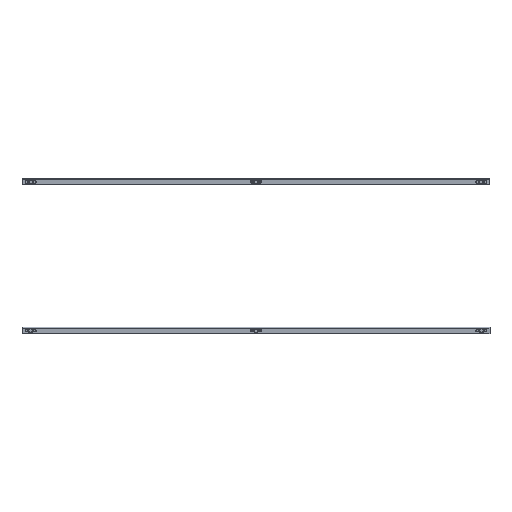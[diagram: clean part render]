
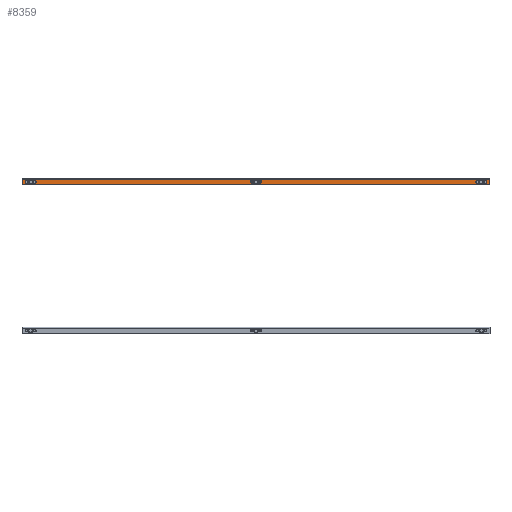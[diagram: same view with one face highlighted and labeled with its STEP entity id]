
A CAD part, left-side view. The second image highlights one B-rep face of the part: STEP entity #8359.
In plain terms, the highlighted face is planar.
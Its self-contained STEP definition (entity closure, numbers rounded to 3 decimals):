
#55 = ORIENTED_EDGE ( 'NONE', *, *, #9031, .T. ) ;
#155 = CARTESIAN_POINT ( 'NONE',  ( 8.5, 0., -28.5 ) ) ;
#307 = EDGE_CURVE ( 'NONE', #455, #3822, #18932, .T. ) ;
#360 = DIRECTION ( 'NONE',  ( -1., 0., 0. ) ) ;
#455 = VERTEX_POINT ( 'NONE', #10766 ) ;
#518 = VECTOR ( 'NONE', #7994, 1000. ) ;
#525 = FACE_OUTER_BOUND ( 'NONE', #12234, .T. ) ;
#846 = LINE ( 'NONE', #6731, #14338 ) ;
#901 = VECTOR ( 'NONE', #7500, 1000. ) ;
#983 = ORIENTED_EDGE ( 'NONE', *, *, #16240, .F. ) ;
#1122 = CARTESIAN_POINT ( 'NONE',  ( -1., 798.75, -28.5 ) ) ;
#1370 = VECTOR ( 'NONE', #18068, 1000. ) ;
#1527 = CARTESIAN_POINT ( 'NONE',  ( -11.5, -845.25, -28.5 ) ) ;
#1542 = LINE ( 'NONE', #10501, #4817 ) ;
#1741 = VERTEX_POINT ( 'NONE', #16163 ) ;
#1786 = FACE_BOUND ( 'NONE', #18867, .T. ) ;
#2067 = DIRECTION ( 'NONE',  ( 0., 0., -1. ) ) ;
#2079 = VECTOR ( 'NONE', #10190, 1000. ) ;
#2128 = EDGE_CURVE ( 'NONE', #7728, #8262, #1542, .T. ) ;
#2377 = VERTEX_POINT ( 'NONE', #16999 ) ;
#2396 = CARTESIAN_POINT ( 'NONE',  ( 10., -845.25, -28.5 ) ) ;
#2425 = DIRECTION ( 'NONE',  ( 0., 0., -1. ) ) ;
#2497 = DIRECTION ( 'NONE',  ( 1., 0., 0. ) ) ;
#2528 = VECTOR ( 'NONE', #14690, 1000. ) ;
#2531 = VERTEX_POINT ( 'NONE', #17569 ) ;
#2587 = CARTESIAN_POINT ( 'NONE',  ( -11.5, -845.25, -28.5 ) ) ;
#2626 = DIRECTION ( 'NONE',  ( -1., 0., 0. ) ) ;
#2655 = ORIENTED_EDGE ( 'NONE', *, *, #11908, .F. ) ;
#2735 = EDGE_CURVE ( 'NONE', #5758, #7728, #15569, .T. ) ;
#3031 = AXIS2_PLACEMENT_3D ( 'NONE', #15238, #2067, #2626 ) ;
#3205 = EDGE_CURVE ( 'NONE', #8685, #14146, #8742, .T. ) ;
#3349 = EDGE_CURVE ( 'NONE', #18320, #1741, #14657, .T. ) ;
#3450 = LINE ( 'NONE', #18517, #1370 ) ;
#3502 = ORIENTED_EDGE ( 'NONE', *, *, #15945, .T. ) ;
#3737 = DIRECTION ( 'NONE',  ( 0., -1., 0. ) ) ;
#3822 = VERTEX_POINT ( 'NONE', #2587 ) ;
#3830 = DIRECTION ( 'NONE',  ( 0., 0., 1. ) ) ;
#3972 = CARTESIAN_POINT ( 'NONE',  ( -5.5, 829.75, -28.5 ) ) ;
#4114 = ORIENTED_EDGE ( 'NONE', *, *, #10140, .F. ) ;
#4146 = CARTESIAN_POINT ( 'NONE',  ( -5.5, -829.75, -28.5 ) ) ;
#4525 = CARTESIAN_POINT ( 'NONE',  ( 3.5, 15.5, -28.5 ) ) ;
#4639 = ORIENTED_EDGE ( 'NONE', *, *, #307, .F. ) ;
#4735 = EDGE_CURVE ( 'NONE', #14510, #8812, #17956, .T. ) ;
#4817 = VECTOR ( 'NONE', #8962, 1000. ) ;
#5399 = LINE ( 'NONE', #2396, #11163 ) ;
#5538 = ORIENTED_EDGE ( 'NONE', *, *, #3349, .T. ) ;
#5758 = VERTEX_POINT ( 'NONE', #11653 ) ;
#5887 = EDGE_CURVE ( 'NONE', #8812, #2377, #3450, .T. ) ;
#6346 = CARTESIAN_POINT ( 'NONE',  ( -11.5, 845.25, -28.5 ) ) ;
#6409 = FACE_BOUND ( 'NONE', #8327, .T. ) ;
#6627 = AXIS2_PLACEMENT_3D ( 'NONE', #13545, #13630, #360 ) ;
#6731 = CARTESIAN_POINT ( 'NONE',  ( 3.5, 15.5, -28.5 ) ) ;
#6737 = DIRECTION ( 'NONE',  ( 1., 0., 0. ) ) ;
#7001 = DIRECTION ( 'NONE',  ( 1., 0., 0. ) ) ;
#7381 = CIRCLE ( 'NONE', #13215, 4.5 ) ;
#7500 = DIRECTION ( 'NONE',  ( 0., 1., 0. ) ) ;
#7675 = FACE_BOUND ( 'NONE', #7746, .T. ) ;
#7728 = VERTEX_POINT ( 'NONE', #3972 ) ;
#7746 = EDGE_LOOP ( 'NONE', ( #11937, #13005, #16152, #55 ) ) ;
#7806 = LINE ( 'NONE', #6346, #518 ) ;
#7994 = DIRECTION ( 'NONE',  ( -1., 0., 0. ) ) ;
#8041 = DIRECTION ( 'NONE',  ( -1., 0., 0. ) ) ;
#8262 = VERTEX_POINT ( 'NONE', #13522 ) ;
#8327 = EDGE_LOOP ( 'NONE', ( #11890, #16194, #3502, #5538 ) ) ;
#8356 = ORIENTED_EDGE ( 'NONE', *, *, #5887, .F. ) ;
#8359 = ADVANCED_FACE ( 'NONE', ( #1786, #525, #6409, #7675 ), #9397, .T. ) ;
#8667 = EDGE_CURVE ( 'NONE', #1741, #14161, #8849, .T. ) ;
#8685 = VERTEX_POINT ( 'NONE', #16338 ) ;
#8742 = LINE ( 'NONE', #155, #2079 ) ;
#8812 = VERTEX_POINT ( 'NONE', #12108 ) ;
#8843 = CARTESIAN_POINT ( 'NONE',  ( 3.5, 829.75, -28.5 ) ) ;
#8849 = LINE ( 'NONE', #17869, #901 ) ;
#8863 = CARTESIAN_POINT ( 'NONE',  ( -5.5, -798.75, -28.5 ) ) ;
#8962 = DIRECTION ( 'NONE',  ( 0., -1., 0. ) ) ;
#9031 = EDGE_CURVE ( 'NONE', #8262, #14849, #7381, .T. ) ;
#9116 = CARTESIAN_POINT ( 'NONE',  ( -1., -829.75, -28.5 ) ) ;
#9397 = PLANE ( 'NONE',  #3031 ) ;
#9478 = CARTESIAN_POINT ( 'NONE',  ( -1., -15.5, -28.5 ) ) ;
#9502 = DIRECTION ( 'NONE',  ( 0., 0., 1. ) ) ;
#9601 = CARTESIAN_POINT ( 'NONE',  ( -1., 829.75, -28.5 ) ) ;
#9852 = CARTESIAN_POINT ( 'NONE',  ( 3.5, -798.75, -28.5 ) ) ;
#9942 = ORIENTED_EDGE ( 'NONE', *, *, #16030, .F. ) ;
#10140 = EDGE_CURVE ( 'NONE', #3822, #14146, #5399, .T. ) ;
#10190 = DIRECTION ( 'NONE',  ( 0., -1., 0. ) ) ;
#10430 = ORIENTED_EDGE ( 'NONE', *, *, #4735, .F. ) ;
#10501 = CARTESIAN_POINT ( 'NONE',  ( -5.5, 829.75, -28.5 ) ) ;
#10505 = LINE ( 'NONE', #8863, #14747 ) ;
#10766 = CARTESIAN_POINT ( 'NONE',  ( -11.5, 845.25, -28.5 ) ) ;
#10837 = ORIENTED_EDGE ( 'NONE', *, *, #3205, .T. ) ;
#11163 = VECTOR ( 'NONE', #2497, 1000. ) ;
#11352 = VECTOR ( 'NONE', #11910, 1000. ) ;
#11432 = DIRECTION ( 'NONE',  ( 0., 0., 1. ) ) ;
#11653 = CARTESIAN_POINT ( 'NONE',  ( 3.5, 829.75, -28.5 ) ) ;
#11890 = ORIENTED_EDGE ( 'NONE', *, *, #8667, .T. ) ;
#11908 = EDGE_CURVE ( 'NONE', #2377, #15967, #17980, .T. ) ;
#11910 = DIRECTION ( 'NONE',  ( 0., 1., 0. ) ) ;
#11937 = ORIENTED_EDGE ( 'NONE', *, *, #18814, .T. ) ;
#12108 = CARTESIAN_POINT ( 'NONE',  ( -5.5, -15.5, -28.5 ) ) ;
#12140 = AXIS2_PLACEMENT_3D ( 'NONE', #9478, #2425, #8041 ) ;
#12234 = EDGE_LOOP ( 'NONE', ( #9942, #10837, #4114, #4639 ) ) ;
#12633 = CARTESIAN_POINT ( 'NONE',  ( 8.5, -845.25, -28.5 ) ) ;
#12690 = CARTESIAN_POINT ( 'NONE',  ( -1., -798.75, -28.5 ) ) ;
#12833 = AXIS2_PLACEMENT_3D ( 'NONE', #9116, #9502, #18035 ) ;
#13005 = ORIENTED_EDGE ( 'NONE', *, *, #2735, .T. ) ;
#13215 = AXIS2_PLACEMENT_3D ( 'NONE', #1122, #11432, #7001 ) ;
#13277 = DIRECTION ( 'NONE',  ( 0., -1., 0. ) ) ;
#13522 = CARTESIAN_POINT ( 'NONE',  ( -5.5, 798.75, -28.5 ) ) ;
#13545 = CARTESIAN_POINT ( 'NONE',  ( -1., 15.5, -28.5 ) ) ;
#13630 = DIRECTION ( 'NONE',  ( 0., 0., -1. ) ) ;
#13993 = DIRECTION ( 'NONE',  ( 1., 0., 0. ) ) ;
#14146 = VERTEX_POINT ( 'NONE', #12633 ) ;
#14161 = VERTEX_POINT ( 'NONE', #9852 ) ;
#14338 = VECTOR ( 'NONE', #3737, 1000. ) ;
#14510 = VERTEX_POINT ( 'NONE', #15935 ) ;
#14657 = CIRCLE ( 'NONE', #12833, 4.5 ) ;
#14690 = DIRECTION ( 'NONE',  ( 0., -1., 0. ) ) ;
#14747 = VECTOR ( 'NONE', #13277, 1000. ) ;
#14849 = VERTEX_POINT ( 'NONE', #15347 ) ;
#15238 = CARTESIAN_POINT ( 'NONE',  ( 0., 0., -28.5 ) ) ;
#15347 = CARTESIAN_POINT ( 'NONE',  ( 3.5, 798.75, -28.5 ) ) ;
#15445 = DIRECTION ( 'NONE',  ( 0., 0., 1. ) ) ;
#15569 = CIRCLE ( 'NONE', #18331, 4.5 ) ;
#15640 = CIRCLE ( 'NONE', #16258, 4.5 ) ;
#15935 = CARTESIAN_POINT ( 'NONE',  ( 3.5, -15.5, -28.5 ) ) ;
#15945 = EDGE_CURVE ( 'NONE', #2531, #18320, #10505, .T. ) ;
#15967 = VERTEX_POINT ( 'NONE', #4525 ) ;
#16030 = EDGE_CURVE ( 'NONE', #8685, #455, #7806, .T. ) ;
#16152 = ORIENTED_EDGE ( 'NONE', *, *, #2128, .T. ) ;
#16163 = CARTESIAN_POINT ( 'NONE',  ( 3.5, -829.75, -28.5 ) ) ;
#16194 = ORIENTED_EDGE ( 'NONE', *, *, #18706, .T. ) ;
#16240 = EDGE_CURVE ( 'NONE', #15967, #14510, #846, .T. ) ;
#16258 = AXIS2_PLACEMENT_3D ( 'NONE', #12690, #3830, #6737 ) ;
#16338 = CARTESIAN_POINT ( 'NONE',  ( 8.5, 845.25, -28.5 ) ) ;
#16999 = CARTESIAN_POINT ( 'NONE',  ( -5.5, 15.5, -28.5 ) ) ;
#17569 = CARTESIAN_POINT ( 'NONE',  ( -5.5, -798.75, -28.5 ) ) ;
#17869 = CARTESIAN_POINT ( 'NONE',  ( 3.5, -798.75, -28.5 ) ) ;
#17956 = CIRCLE ( 'NONE', #12140, 4.5 ) ;
#17980 = CIRCLE ( 'NONE', #6627, 4.5 ) ;
#18035 = DIRECTION ( 'NONE',  ( 1., 0., 0. ) ) ;
#18068 = DIRECTION ( 'NONE',  ( 0., 1., 0. ) ) ;
#18320 = VERTEX_POINT ( 'NONE', #4146 ) ;
#18331 = AXIS2_PLACEMENT_3D ( 'NONE', #9601, #15445, #13993 ) ;
#18517 = CARTESIAN_POINT ( 'NONE',  ( -5.5, 15.5, -28.5 ) ) ;
#18706 = EDGE_CURVE ( 'NONE', #14161, #2531, #15640, .T. ) ;
#18814 = EDGE_CURVE ( 'NONE', #14849, #5758, #18929, .T. ) ;
#18867 = EDGE_LOOP ( 'NONE', ( #2655, #8356, #10430, #983 ) ) ;
#18929 = LINE ( 'NONE', #8843, #11352 ) ;
#18932 = LINE ( 'NONE', #1527, #2528 ) ;
